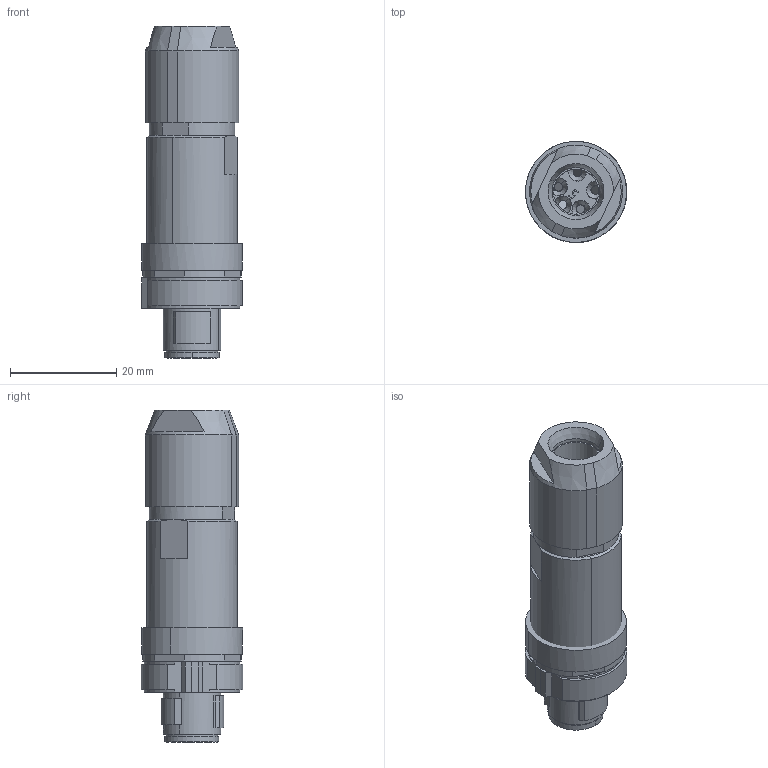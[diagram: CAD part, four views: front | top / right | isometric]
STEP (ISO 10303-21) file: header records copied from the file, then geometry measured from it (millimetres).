
FILE_DESCRIPTION(('Creo Elements/Direct Modeling STEP Export'),'2;1');
FILE_NAME('model.stp','2020-11-03T10:04:02',(''),(''),'Creo Elements/Direct Modeling STEP processor for AP214 (Solid Model)','Creo Elements/Direct Modeling 20.1A 29-Sep-2018 (C) Parametric Technology GmbH','');
FILE_SCHEMA(('AUTOMOTIVE_DESIGN { 1 0 10303 214 1 1 1 1 }'));
Length unit declared in the file: millimetre
Products named in the file (3): SACC_M12S_GEH-select; SACC_M12M..._4PL_SH_PN...-select; SACC_M12MSD_4PL_SH_PN-select
Assembly tree (2 placements, depth 2):
  SACC_M12MSD_4PL_SH_PN-select
    SACC_M12M..._4PL_SH_PN...-select
    SACC_M12S_GEH-select
Bounding box: 18.94 x 19.03 x 62.42 mm (x, y, z)
Volume: 10057.2 mm3; surface area: 7960.8 mm2
Topology: 2 solids, 2 shells, 511 faces, 1402 edges, 935 vertices
Faces by surface type: plane 292, cylinder 156, cone 45, extrusion 13, torus 5
Entity records: 21078 total; most frequent: CARTESIAN_POINT 4362, ORIENTED_EDGE 2804, DIRECTION 2349, EDGE_CURVE 1402, VERTEX_POINT 935, VECTOR 815, LINE 802, AXIS2_PLACEMENT_3D 767
